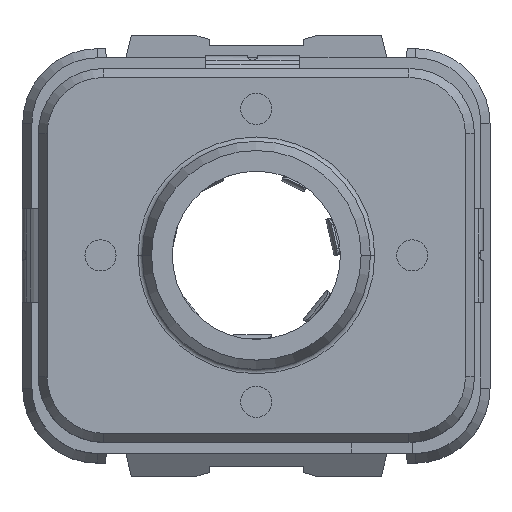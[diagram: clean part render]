
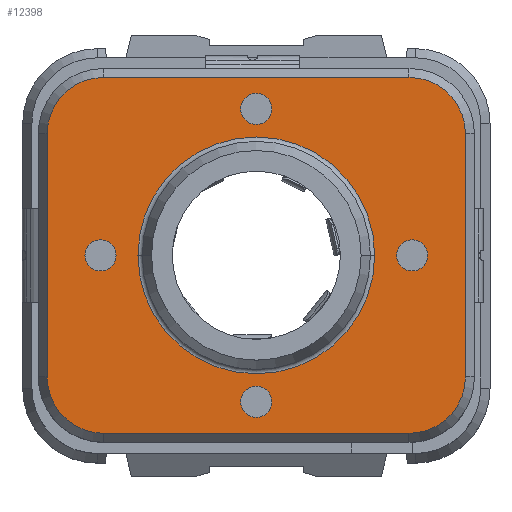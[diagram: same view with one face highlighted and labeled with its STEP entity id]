
A CAD part, top view. The second image highlights one B-rep face of the part: STEP entity #12398.
In plain terms, the highlighted planar face has unit normal (0, 0, 1).
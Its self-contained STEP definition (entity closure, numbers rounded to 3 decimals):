
#346=CARTESIAN_POINT('',(4.9,3.9,4.155));
#347=DIRECTION('',(0.,0.,1.));
#348=DIRECTION('',(1.,0.,0.));
#349=AXIS2_PLACEMENT_3D('',#346,#347,#348);
#351=DIRECTION('',(0.,1.,0.));
#352=VECTOR('',#351,7.8);
#353=CARTESIAN_POINT('',(6.711,-3.9,4.155));
#354=LINE('',#353,#352);
#355=CARTESIAN_POINT('',(4.9,-3.9,4.155));
#356=DIRECTION('',(0.,0.,1.));
#357=DIRECTION('',(0.,-1.,0.));
#358=AXIS2_PLACEMENT_3D('',#355,#356,#357);
#360=DIRECTION('',(1.,0.,0.));
#361=VECTOR('',#360,9.8);
#362=CARTESIAN_POINT('',(-4.9,-5.711,4.155));
#363=LINE('',#362,#361);
#364=CARTESIAN_POINT('',(-4.9,-3.9,4.155));
#365=DIRECTION('',(0.,0.,1.));
#366=DIRECTION('',(-1.,0.,0.));
#367=AXIS2_PLACEMENT_3D('',#364,#365,#366);
#369=DIRECTION('',(0.,-1.,0.));
#370=VECTOR('',#369,7.8);
#371=CARTESIAN_POINT('',(-6.711,3.9,4.155));
#372=LINE('',#371,#370);
#373=CARTESIAN_POINT('',(-4.9,3.9,4.155));
#374=DIRECTION('',(0.,0.,1.));
#375=DIRECTION('',(0.,1.,0.));
#376=AXIS2_PLACEMENT_3D('',#373,#374,#375);
#378=DIRECTION('',(-1.,0.,0.));
#379=VECTOR('',#378,9.8);
#380=CARTESIAN_POINT('',(4.9,5.711,4.155));
#381=LINE('',#380,#379);
#382=CARTESIAN_POINT('',(0.,0.,4.155));
#383=DIRECTION('',(0.,0.,1.));
#384=DIRECTION('',(1.,0.,0.));
#385=AXIS2_PLACEMENT_3D('',#382,#383,#384);
#387=CARTESIAN_POINT('',(0.,0.,4.155));
#388=DIRECTION('',(0.,0.,1.));
#389=DIRECTION('',(-1.,0.,0.));
#390=AXIS2_PLACEMENT_3D('',#387,#388,#389);
#9808=CARTESIAN_POINT('',(0.,-4.7,4.155));
#9809=DIRECTION('',(0.,0.,1.));
#9810=DIRECTION('',(-1.,0.,0.));
#9811=AXIS2_PLACEMENT_3D('',#9808,#9809,#9810);
#9817=CARTESIAN_POINT('',(0.,-4.7,4.155));
#9818=DIRECTION('',(0.,0.,1.));
#9819=DIRECTION('',(1.,0.,0.));
#9820=AXIS2_PLACEMENT_3D('',#9817,#9818,#9819);
#9836=CARTESIAN_POINT('',(5.,0.,4.155));
#9837=DIRECTION('',(0.,0.,1.));
#9838=DIRECTION('',(-1.,0.,0.));
#9839=AXIS2_PLACEMENT_3D('',#9836,#9837,#9838);
#9845=CARTESIAN_POINT('',(5.,0.,4.155));
#9846=DIRECTION('',(0.,0.,1.));
#9847=DIRECTION('',(1.,0.,0.));
#9848=AXIS2_PLACEMENT_3D('',#9845,#9846,#9847);
#9864=CARTESIAN_POINT('',(-5.,0.,4.155));
#9865=DIRECTION('',(0.,0.,1.));
#9866=DIRECTION('',(-1.,0.,0.));
#9867=AXIS2_PLACEMENT_3D('',#9864,#9865,#9866);
#9873=CARTESIAN_POINT('',(-5.,0.,4.155));
#9874=DIRECTION('',(0.,0.,1.));
#9875=DIRECTION('',(1.,0.,0.));
#9876=AXIS2_PLACEMENT_3D('',#9873,#9874,#9875);
#9892=CARTESIAN_POINT('',(0.,4.7,4.155));
#9893=DIRECTION('',(0.,0.,1.));
#9894=DIRECTION('',(-1.,0.,0.));
#9895=AXIS2_PLACEMENT_3D('',#9892,#9893,#9894);
#9901=CARTESIAN_POINT('',(0.,4.7,4.155));
#9902=DIRECTION('',(0.,0.,1.));
#9903=DIRECTION('',(1.,0.,0.));
#9904=AXIS2_PLACEMENT_3D('',#9901,#9902,#9903);
#11848=CARTESIAN_POINT('',(3.8,0.,4.155));
#11849=CARTESIAN_POINT('',(-3.8,0.,4.155));
#11850=VERTEX_POINT('',#11848);
#11851=VERTEX_POINT('',#11849);
#11944=CARTESIAN_POINT('',(6.711,3.9,4.155));
#11945=CARTESIAN_POINT('',(4.9,5.711,4.155));
#11946=VERTEX_POINT('',#11944);
#11947=VERTEX_POINT('',#11945);
#11952=CARTESIAN_POINT('',(-4.9,5.711,
4.155));
#11953=VERTEX_POINT('',#11952);
#11956=CARTESIAN_POINT('',(-6.711,3.9,4.155));
#11957=VERTEX_POINT('',#11956);
#11960=CARTESIAN_POINT('',(-6.711,-3.9,
4.155));
#11961=VERTEX_POINT('',#11960);
#11964=CARTESIAN_POINT('',(-4.9,-5.711,4.155));
#11965=VERTEX_POINT('',#11964);
#11968=CARTESIAN_POINT('',(4.9,-5.711,
4.155));
#11969=VERTEX_POINT('',#11968);
#11972=CARTESIAN_POINT('',(6.711,-3.9,4.155));
#11973=VERTEX_POINT('',#11972);
#12036=CARTESIAN_POINT('',(-0.5,-4.7,4.155));
#12037=CARTESIAN_POINT('',(0.5,-4.7,4.155));
#12038=VERTEX_POINT('',#12036);
#12039=VERTEX_POINT('',#12037);
#12040=CARTESIAN_POINT('',(4.5,0.,4.155));
#12041=CARTESIAN_POINT('',(5.5,0.,4.155));
#12042=VERTEX_POINT('',#12040);
#12043=VERTEX_POINT('',#12041);
#12044=CARTESIAN_POINT('',(-5.5,0.,4.155));
#12045=CARTESIAN_POINT('',(-4.5,0.,4.155));
#12046=VERTEX_POINT('',#12044);
#12047=VERTEX_POINT('',#12045);
#12048=CARTESIAN_POINT('',(-0.5,4.7,4.155));
#12049=CARTESIAN_POINT('',(0.5,4.7,4.155));
#12050=VERTEX_POINT('',#12048);
#12051=VERTEX_POINT('',#12049);
#12346=CARTESIAN_POINT('',(0.,0.,4.155));
#12347=DIRECTION('',(0.,0.,1.));
#12348=DIRECTION('',(1.,0.,0.));
#12349=AXIS2_PLACEMENT_3D('',#12346,#12347,#12348);
#12350=PLANE('',#12349);
#12352=ORIENTED_EDGE('',*,*,#12351,.F.);
#12354=ORIENTED_EDGE('',*,*,#12353,.F.);
#12355=ORIENTED_EDGE('',*,*,#12336,.F.);
#12357=ORIENTED_EDGE('',*,*,#12356,.F.);
#12359=ORIENTED_EDGE('',*,*,#12358,.F.);
#12361=ORIENTED_EDGE('',*,*,#12360,.F.);
#12363=ORIENTED_EDGE('',*,*,#12362,.F.);
#12365=ORIENTED_EDGE('',*,*,#12364,.F.);
#12366=EDGE_LOOP('',(#12352,#12354,#12355,#12357,#12359,#12361,#12363,#12365));
#12367=FACE_OUTER_BOUND('',#12366,.F.);
#12369=ORIENTED_EDGE('',*,*,#12368,.T.);
#12371=ORIENTED_EDGE('',*,*,#12370,.T.);
#12372=EDGE_LOOP('',(#12369,#12371));
#12373=FACE_BOUND('',#12372,.F.);
#12375=ORIENTED_EDGE('',*,*,#12374,.T.);
#12377=ORIENTED_EDGE('',*,*,#12376,.T.);
#12378=EDGE_LOOP('',(#12375,#12377));
#12379=FACE_BOUND('',#12378,.F.);
#12381=ORIENTED_EDGE('',*,*,#12380,.T.);
#12383=ORIENTED_EDGE('',*,*,#12382,.T.);
#12384=EDGE_LOOP('',(#12381,#12383));
#12385=FACE_BOUND('',#12384,.F.);
#12387=ORIENTED_EDGE('',*,*,#12386,.T.);
#12389=ORIENTED_EDGE('',*,*,#12388,.T.);
#12390=EDGE_LOOP('',(#12387,#12389));
#12391=FACE_BOUND('',#12390,.F.);
#12393=ORIENTED_EDGE('',*,*,#12392,.T.);
#12395=ORIENTED_EDGE('',*,*,#12394,.T.);
#12396=EDGE_LOOP('',(#12393,#12395));
#12397=FACE_BOUND('',#12396,.F.);
#12398=ADVANCED_FACE('',(#12367,#12373,#12379,#12385,#12391,#12397),#12350,.T.);
#350=CIRCLE('',#349,1.811);
#359=CIRCLE('',#358,1.811);
#368=CIRCLE('',#367,1.811);
#377=CIRCLE('',#376,1.811);
#386=CIRCLE('',#385,3.8);
#391=CIRCLE('',#390,3.8);
#9812=CIRCLE('',#9811,0.5);
#9821=CIRCLE('',#9820,0.5);
#9840=CIRCLE('',#9839,0.5);
#9849=CIRCLE('',#9848,0.5);
#9868=CIRCLE('',#9867,0.5);
#9877=CIRCLE('',#9876,0.5);
#9896=CIRCLE('',#9895,0.5);
#9905=CIRCLE('',#9904,0.5);
#12336=EDGE_CURVE('',#11969,#11973,#359,.T.);
#12351=EDGE_CURVE('',#11946,#11947,#350,.T.);
#12353=EDGE_CURVE('',#11973,#11946,#354,.T.);
#12356=EDGE_CURVE('',#11965,#11969,#363,.T.);
#12358=EDGE_CURVE('',#11961,#11965,#368,.T.);
#12360=EDGE_CURVE('',#11957,#11961,#372,.T.);
#12362=EDGE_CURVE('',#11953,#11957,#377,.T.);
#12364=EDGE_CURVE('',#11947,#11953,#381,.T.);
#12368=EDGE_CURVE('',#11850,#11851,#386,.T.);
#12370=EDGE_CURVE('',#11851,#11850,#391,.T.);
#12374=EDGE_CURVE('',#12038,#12039,#9812,.T.);
#12376=EDGE_CURVE('',#12039,#12038,#9821,.T.);
#12380=EDGE_CURVE('',#12042,#12043,#9840,.T.);
#12382=EDGE_CURVE('',#12043,#12042,#9849,.T.);
#12386=EDGE_CURVE('',#12046,#12047,#9868,.T.);
#12388=EDGE_CURVE('',#12047,#12046,#9877,.T.);
#12392=EDGE_CURVE('',#12050,#12051,#9896,.T.);
#12394=EDGE_CURVE('',#12051,#12050,#9905,.T.);
